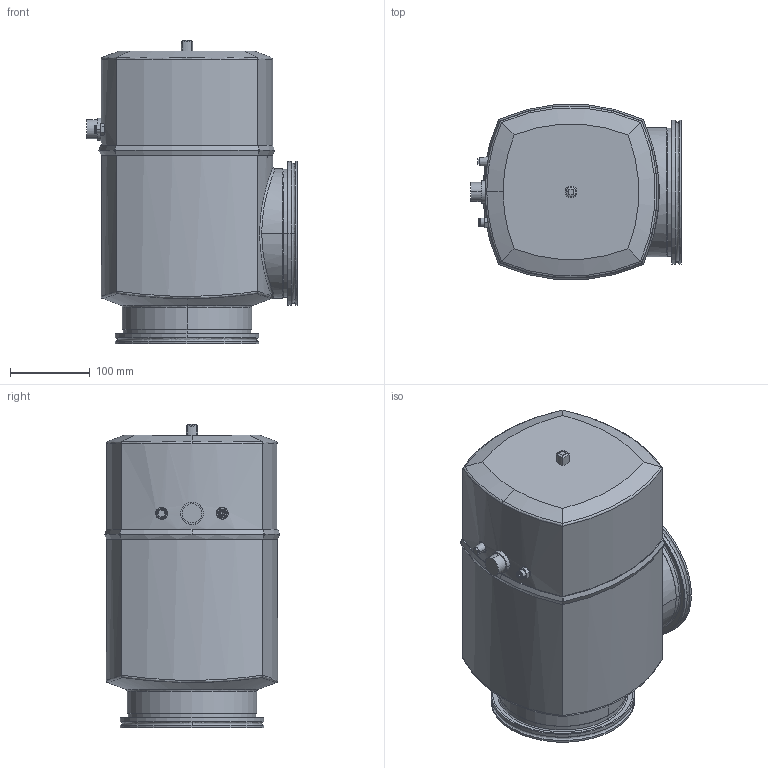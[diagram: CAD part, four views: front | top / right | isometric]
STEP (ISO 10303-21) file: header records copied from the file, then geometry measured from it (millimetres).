
FILE_DESCRIPTION (( 'STEP AP214' ), '1' );
FILE_NAME ('PFB38201.stp', '2014-10-29T06:06:41', ( 'install' ), ( 'Microsoft' ), 'SwSTEP 2.0', 'SolidWorks 2013', '' );
FILE_SCHEMA (( 'AUTOMOTIVE_DESIGN' ));
Length unit declared in the file: millimetre
Products named in the file (1): PFB38201
Bounding box: 263.5 x 219.2 x 379.5 mm (x, y, z)
Volume: 7039400.3 mm3; surface area: 554853.9 mm2
Topology: 1 solids, 3 shells, 237 faces, 566 edges, 339 vertices
Faces by surface type: cylinder 89, cone 59, plane 54, bspline 35
Entity records: 13313 total; most frequent: CARTESIAN_POINT 5371, DIRECTION 1160, ORIENTED_EDGE 1092, EDGE_CURVE 546, AXIS2_PLACEMENT_3D 494, VERTEX_POINT 335, CIRCLE 293, EDGE_LOOP 263
